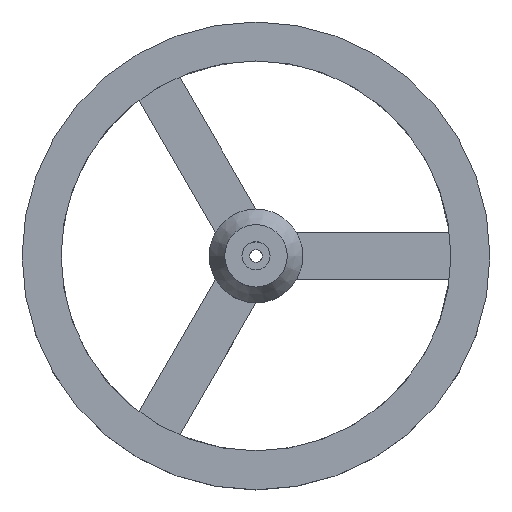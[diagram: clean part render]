
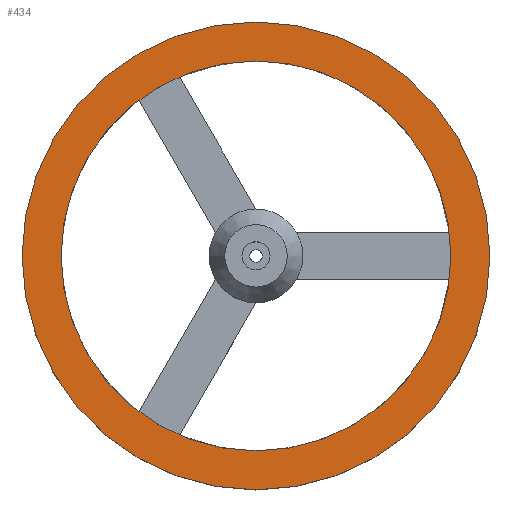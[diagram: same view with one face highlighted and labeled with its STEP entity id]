
A CAD part, top view. The second image highlights one B-rep face of the part: STEP entity #434.
In plain terms, the highlighted planar face has unit normal (0, 0, 1).
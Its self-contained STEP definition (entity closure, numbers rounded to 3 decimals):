
#19=FACE_BOUND('',#148,.T.);
#35=PLANE('',#505);
#125=FACE_OUTER_BOUND('',#147,.T.);
#147=EDGE_LOOP('',(#385));
#148=EDGE_LOOP('',(#386));
#182=CIRCLE('',#499,12.5);
#186=CIRCLE('',#504,15.);
#226=VERTEX_POINT('',#752);
#227=VERTEX_POINT('',#759);
#280=EDGE_CURVE('',#226,#226,#182,.T.);
#285=EDGE_CURVE('',#227,#227,#186,.T.);
#385=ORIENTED_EDGE('',*,*,#285,.T.);
#386=ORIENTED_EDGE('',*,*,#280,.T.);
#434=ADVANCED_FACE('',(#125,#19),#35,.T.);
#499=AXIS2_PLACEMENT_3D('',#753,#615,#616);
#504=AXIS2_PLACEMENT_3D('',#760,#626,#627);
#505=AXIS2_PLACEMENT_3D('',#762,#629,#630);
#615=DIRECTION('center_axis',(0.,0.,-1.));
#616=DIRECTION('ref_axis',(-1.,0.,0.));
#626=DIRECTION('center_axis',(0.,0.,1.));
#627=DIRECTION('ref_axis',(1.,0.,0.));
#629=DIRECTION('center_axis',(0.,0.,1.));
#630=DIRECTION('ref_axis',(1.,0.,0.));
#752=CARTESIAN_POINT('',(12.5,0.,5.));
#753=CARTESIAN_POINT('Origin',(0.,0.,5.));
#759=CARTESIAN_POINT('',(-15.,0.,5.));
#760=CARTESIAN_POINT('Origin',(0.,0.,5.));
#762=CARTESIAN_POINT('Origin',(0.,0.,5.));
